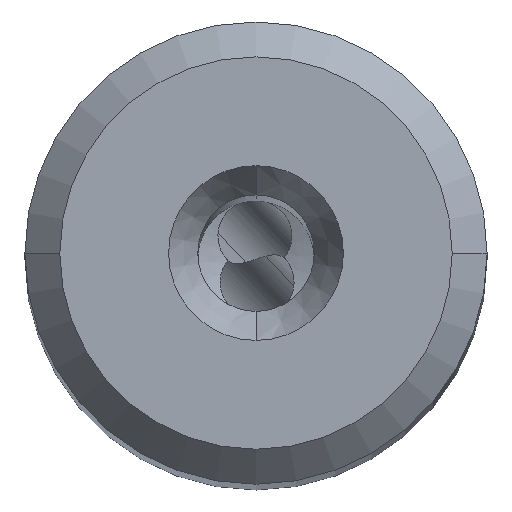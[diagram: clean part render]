
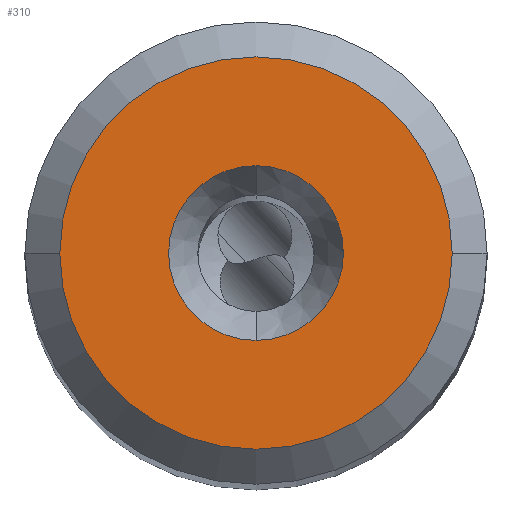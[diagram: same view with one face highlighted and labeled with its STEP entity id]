
A CAD part, top view. The second image highlights one B-rep face of the part: STEP entity #310.
In plain terms, the highlighted planar face has unit normal (0, 0, 1).
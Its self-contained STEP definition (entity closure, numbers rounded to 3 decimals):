
#101=FACE_BOUND('',#804,.T.);
#102=FACE_BOUND('',#805,.T.);
#182=PLANE('',#4039);
#310=ADVANCED_FACE('',(#101,#102),#182,.T.);
#804=EDGE_LOOP('',(#2215,#2216,#2217));
#805=EDGE_LOOP('',(#2218,#2219));
#1405=CIRCLE('',#4033,3.);
#1406=CIRCLE('',#4035,6.738);
#1407=CIRCLE('',#4036,6.738);
#1408=CIRCLE('',#4037,6.738);
#1409=CIRCLE('',#4038,3.);
#2215=ORIENTED_EDGE('',*,*,#3355,.F.);
#2216=ORIENTED_EDGE('',*,*,#3356,.F.);
#2217=ORIENTED_EDGE('',*,*,#3357,.F.);
#2218=ORIENTED_EDGE('',*,*,#3354,.F.);
#2219=ORIENTED_EDGE('',*,*,#3358,.F.);
#2865=VERTEX_POINT('',#7786);
#2866=VERTEX_POINT('',#7788);
#2867=VERTEX_POINT('',#7792);
#2868=VERTEX_POINT('',#7793);
#2869=VERTEX_POINT('',#7795);
#3354=EDGE_CURVE('',#2866,#2865,#1405,.T.);
#3355=EDGE_CURVE('',#2867,#2868,#1406,.T.);
#3356=EDGE_CURVE('',#2869,#2867,#1407,.T.);
#3357=EDGE_CURVE('',#2868,#2869,#1408,.T.);
#3358=EDGE_CURVE('',#2865,#2866,#1409,.T.);
#4033=AXIS2_PLACEMENT_3D('',#7789,#4845,#4846);
#4035=AXIS2_PLACEMENT_3D('',#7791,#4849,#4850);
#4036=AXIS2_PLACEMENT_3D('',#7794,#4851,#4852);
#4037=AXIS2_PLACEMENT_3D('',#7796,#4853,#4854);
#4038=AXIS2_PLACEMENT_3D('',#7797,#4855,#4856);
#4039=AXIS2_PLACEMENT_3D('',#7798,#4857,#4858);
#4845=DIRECTION('',(0.,0.,1.));
#4846=DIRECTION('',(0.,1.,0.));
#4849=DIRECTION('',(0.,0.,-1.));
#4850=DIRECTION('',(-1.,0.,0.));
#4851=DIRECTION('',(0.,0.,-1.));
#4852=DIRECTION('',(0.,-1.,0.));
#4853=DIRECTION('',(0.,0.,-1.));
#4854=DIRECTION('',(1.,0.,0.));
#4855=DIRECTION('',(0.,0.,1.));
#4856=DIRECTION('',(0.,-1.,0.));
#4857=DIRECTION('',(0.,0.,1.));
#4858=DIRECTION('',(-1.,0.,0.));
#7786=CARTESIAN_POINT('',(0.,-3.,0.));
#7788=CARTESIAN_POINT('',(0.,3.,0.));
#7789=CARTESIAN_POINT('',(0.,0.,0.));
#7791=CARTESIAN_POINT('',(0.,0.,0.));
#7792=CARTESIAN_POINT('',(-6.738,0.,0.));
#7793=CARTESIAN_POINT('',(6.738,0.,0.));
#7794=CARTESIAN_POINT('',(0.,0.,0.));
#7795=CARTESIAN_POINT('',(0.,-6.738,0.));
#7796=CARTESIAN_POINT('',(0.,0.,0.));
#7797=CARTESIAN_POINT('',(0.,0.,0.));
#7798=CARTESIAN_POINT('',(0.,0.,0.));
